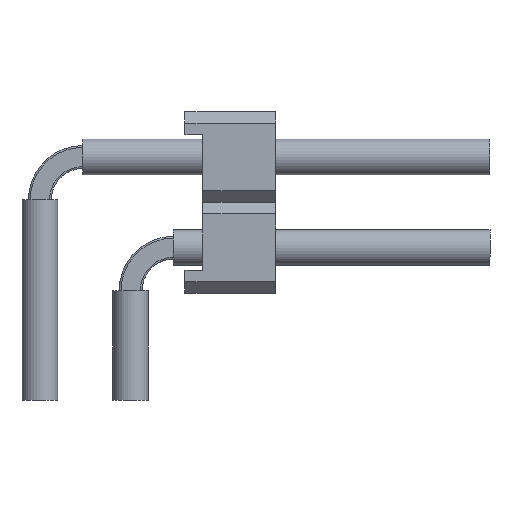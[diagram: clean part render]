
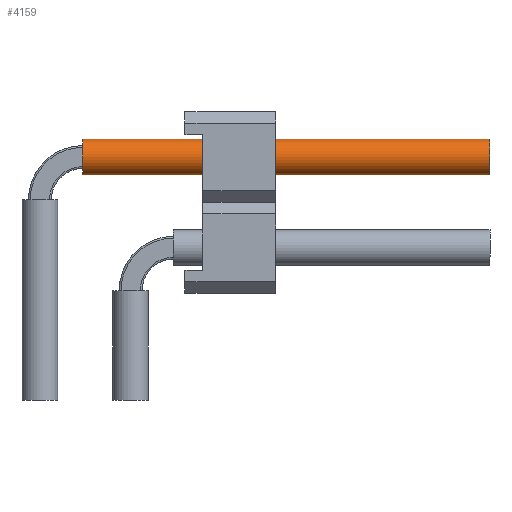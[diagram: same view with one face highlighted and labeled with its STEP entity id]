
A CAD part, left-side view. The second image highlights one B-rep face of the part: STEP entity #4159.
In plain terms, the highlighted cylindrical face has radius 0.5 mm (diameter 1 mm), a full revolution.
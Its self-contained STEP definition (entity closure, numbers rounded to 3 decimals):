
#2280=ORIENTED_EDGE('',*,*,#2872,.F.);
#2281=ORIENTED_EDGE('',*,*,#2873,.T.);
#2872=EDGE_CURVE('',#3264,#3264,#3400,.T.);
#2873=EDGE_CURVE('',#3265,#3265,#3401,.T.);
#3264=VERTEX_POINT('',#7021);
#3265=VERTEX_POINT('',#7023);
#3400=CIRCLE('',#4606,0.5);
#3401=CIRCLE('',#4607,0.5);
#3638=EDGE_LOOP('',(#2280));
#3639=EDGE_LOOP('',(#2281));
#3876=FACE_BOUND('',#3638,.T.);
#3877=FACE_BOUND('',#3639,.T.);
#3949=CYLINDRICAL_SURFACE('',#4605,0.5);
#4159=ADVANCED_FACE('',(#3876,#3877),#3949,.F.);
#4605=AXIS2_PLACEMENT_3D('',#7019,#5800,#5801);
#4606=AXIS2_PLACEMENT_3D('',#7020,#5802,#5803);
#4607=AXIS2_PLACEMENT_3D('',#7022,#5804,#5805);
#5800=DIRECTION('',(1.,0.,0.));
#5801=DIRECTION('',(0.,0.,-1.));
#5802=DIRECTION('',(-1.,0.,0.));
#5803=DIRECTION('',(0.,0.,1.));
#5804=DIRECTION('',(-1.,0.,0.));
#5805=DIRECTION('',(0.,0.,1.));
#7019=CARTESIAN_POINT('',(1.2,0.,6.81));
#7020=CARTESIAN_POINT('',(12.6,0.,6.81));
#7021=CARTESIAN_POINT('',(12.6,0.,7.31));
#7022=CARTESIAN_POINT('',(1.2,0.,6.81));
#7023=CARTESIAN_POINT('',(1.2,0.,7.31));
